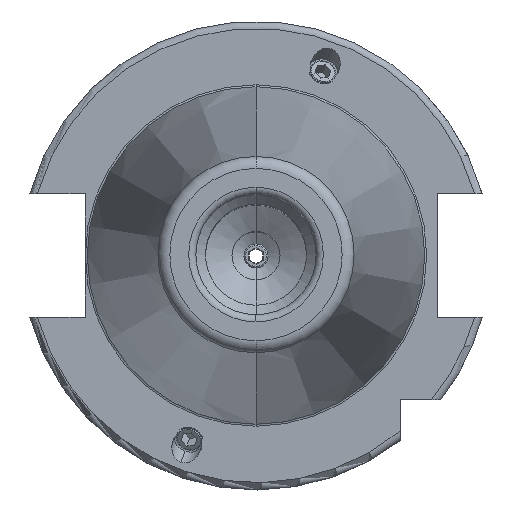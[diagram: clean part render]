
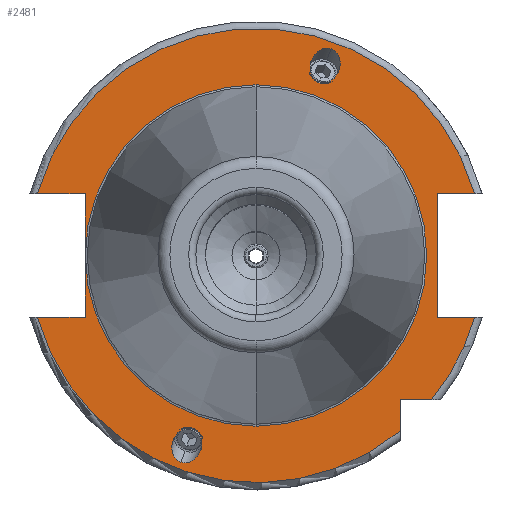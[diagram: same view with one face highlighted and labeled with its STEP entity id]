
A CAD part, top view. The second image highlights one B-rep face of the part: STEP entity #2481.
In plain terms, the highlighted planar face has unit normal (0, 0, 1).
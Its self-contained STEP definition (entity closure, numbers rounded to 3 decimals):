
#101=CARTESIAN_POINT('',(-13.091,-35.968,15.9));
#102=CARTESIAN_POINT('',(-13.429,-35.845,15.9));
#103=CARTESIAN_POINT('',(-14.213,-35.729,15.9));
#104=CARTESIAN_POINT('',(-15.525,-36.16,15.9));
#105=CARTESIAN_POINT('',(-16.448,-36.996,15.9));
#106=CARTESIAN_POINT('',(-16.971,-37.803,15.9));
#107=CARTESIAN_POINT('',(-17.246,-38.418,15.9));
#108=CARTESIAN_POINT('',(-17.431,-39.067,15.9));
#109=CARTESIAN_POINT('',(-17.549,-40.021,15.9));
#110=CARTESIAN_POINT('',(-17.379,-41.255,15.9));
#111=CARTESIAN_POINT('',(-16.651,-42.428,15.9));
#112=CARTESIAN_POINT('',(-15.976,-42.843,15.9));
#113=CARTESIAN_POINT('',(-15.638,-42.966,15.9));
#115=CARTESIAN_POINT('',(-15.638,-42.966,15.9));
#116=CARTESIAN_POINT('',(-15.301,-43.089,15.9));
#117=CARTESIAN_POINT('',(-14.517,-43.205,15.9));
#118=CARTESIAN_POINT('',(-13.205,-42.774,15.9));
#119=CARTESIAN_POINT('',(-12.281,-41.938,15.9));
#120=CARTESIAN_POINT('',(-11.759,-41.131,15.9));
#121=CARTESIAN_POINT('',(-11.484,-40.516,15.9));
#122=CARTESIAN_POINT('',(-11.299,-39.867,15.9));
#123=CARTESIAN_POINT('',(-11.18,-38.913,15.9));
#124=CARTESIAN_POINT('',(-11.35,-37.679,15.9));
#125=CARTESIAN_POINT('',(-12.078,-36.506,15.9));
#126=CARTESIAN_POINT('',(-12.754,-36.091,15.9));
#127=CARTESIAN_POINT('',(-13.091,-35.968,15.9));
#129=DIRECTION('',(1,0,0));
#130=VECTOR('',#129,9.969);
#131=CARTESIAN_POINT('',(-45.469,-12.85,15.9));
#132=LINE('',#131,#130);
#133=DIRECTION('',(0.,1,0));
#134=VECTOR('',#133,12.85);
#135=CARTESIAN_POINT('',(-35.5,-12.85,15.9));
#136=LINE('',#135,#134);
#137=DIRECTION('',(0.,1,0));
#138=VECTOR('',#137,12.85);
#139=CARTESIAN_POINT('',(-35.5,0,15.9));
#140=LINE('',#139,#138);
#141=DIRECTION('',(1,0,0));
#142=VECTOR('',#141,9.969);
#143=CARTESIAN_POINT('',(-45.469,12.85,15.9));
#144=LINE('',#143,#142);
#145=DIRECTION('',(-1,0,0));
#146=VECTOR('',#145,7.769);
#147=CARTESIAN_POINT('',(45.469,12.85,15.9));
#148=LINE('',#147,#146);
#149=DIRECTION('',(0,-1,0));
#150=VECTOR('',#149,25.7);
#151=CARTESIAN_POINT('',(37.7,12.85,15.9));
#152=LINE('',#151,#150);
#153=DIRECTION('',(-1,0,0));
#154=VECTOR('',#153,7.769);
#155=CARTESIAN_POINT('',(45.469,-12.85,15.9));
#156=LINE('',#155,#154);
#157=CARTESIAN_POINT('',(0,0,15.9));
#158=DIRECTION('',(0,0,1));
#159=DIRECTION('',(0.773,-0.635,0));
#160=AXIS2_PLACEMENT_3D('',#157,#158,#159);
#162=DIRECTION('',(-1,0,0));
#163=VECTOR('',#162,6.504);
#164=CARTESIAN_POINT('',(36.504,-30,15.9));
#165=LINE('',#164,#163);
#166=DIRECTION('',(0,1,0));
#167=VECTOR('',#166,6.504);
#168=CARTESIAN_POINT('',(30,-36.504,15.9));
#169=LINE('',#168,#167);
#170=CARTESIAN_POINT('',(13.091,35.968,15.9));
#171=CARTESIAN_POINT('',(13.429,35.845,15.9));
#172=CARTESIAN_POINT('',(14.213,35.729,15.9));
#173=CARTESIAN_POINT('',(15.525,36.16,15.9));
#174=CARTESIAN_POINT('',(16.448,36.996,15.9));
#175=CARTESIAN_POINT('',(16.971,37.803,15.9));
#176=CARTESIAN_POINT('',(17.246,38.418,15.9));
#177=CARTESIAN_POINT('',(17.431,39.067,15.9));
#178=CARTESIAN_POINT('',(17.549,40.021,15.9));
#179=CARTESIAN_POINT('',(17.379,41.255,15.9));
#180=CARTESIAN_POINT('',(16.651,42.428,15.9));
#181=CARTESIAN_POINT('',(15.976,42.843,15.9));
#182=CARTESIAN_POINT('',(15.638,42.966,15.9));
#184=CARTESIAN_POINT('',(15.638,42.966,15.9));
#185=CARTESIAN_POINT('',(15.301,43.089,15.9));
#186=CARTESIAN_POINT('',(14.517,43.205,15.9));
#187=CARTESIAN_POINT('',(13.205,42.774,15.9));
#188=CARTESIAN_POINT('',(12.281,41.938,15.9));
#189=CARTESIAN_POINT('',(11.759,41.131,15.9));
#190=CARTESIAN_POINT('',(11.484,40.516,15.9));
#191=CARTESIAN_POINT('',(11.299,39.867,15.9));
#192=CARTESIAN_POINT('',(11.18,38.913,15.9));
#193=CARTESIAN_POINT('',(11.35,37.679,15.9));
#194=CARTESIAN_POINT('',(12.078,36.506,15.9));
#195=CARTESIAN_POINT('',(12.754,36.091,15.9));
#196=CARTESIAN_POINT('',(13.091,35.968,15.9));
#855=CARTESIAN_POINT('',(0,0,15.9));
#856=DIRECTION('',(0,0,1));
#857=DIRECTION('',(0.962,0.272,0));
#858=AXIS2_PLACEMENT_3D('',#855,#856,#857);
#906=CARTESIAN_POINT('',(0,0,15.9));
#907=DIRECTION('',(0,0,1));
#908=DIRECTION('',(-0.962,-0.272,0));
#909=AXIS2_PLACEMENT_3D('',#906,#907,#908);
#1658=CARTESIAN_POINT('',(0,0,15.9));
#1659=DIRECTION('',(0,0,-1));
#1660=DIRECTION('',(0,1,0));
#1661=AXIS2_PLACEMENT_3D('',#1658,#1659,#1660);
#1663=CARTESIAN_POINT('',(0,0,15.9));
#1664=DIRECTION('',(0,0,1));
#1665=DIRECTION('',(0,1,0));
#1666=AXIS2_PLACEMENT_3D('',#1663,#1664,#1665);
#1678=CARTESIAN_POINT('',(0,0,15.9));
#1679=DIRECTION('',(0,0,1));
#1680=DIRECTION('',(-1,0,0));
#1681=AXIS2_PLACEMENT_3D('',#1678,#1679,#1680);
#1838=CARTESIAN_POINT('',(0,35.5,15.9));
#1840=VERTEX_POINT('',#1838);
#1860=CARTESIAN_POINT('',(0,-35.5,15.9));
#1862=VERTEX_POINT('',#1860);
#2008=CARTESIAN_POINT('',(-45.469,-12.85,15.9));
#2009=CARTESIAN_POINT('',(-35.5,-12.85,15.9));
#2010=VERTEX_POINT('',#2008);
#2011=VERTEX_POINT('',#2009);
#2012=CARTESIAN_POINT('',(-35.5,0,15.9));
#2013=VERTEX_POINT('',#2012);
#2014=CARTESIAN_POINT('',(-35.5,12.85,15.9));
#2015=VERTEX_POINT('',#2014);
#2016=CARTESIAN_POINT('',(-45.469,12.85,15.9));
#2017=VERTEX_POINT('',#2016);
#2018=CARTESIAN_POINT('',(37.7,12.85,15.9));
#2019=CARTESIAN_POINT('',(37.7,-12.85,15.9));
#2020=VERTEX_POINT('',#2018);
#2021=VERTEX_POINT('',#2019);
#2022=CARTESIAN_POINT('',(45.469,-12.85,15.9));
#2023=VERTEX_POINT('',#2022);
#2024=CARTESIAN_POINT('',(45.469,12.85,15.9));
#2025=VERTEX_POINT('',#2024);
#2026=CARTESIAN_POINT('',(30,-36.504,15.9));
#2027=CARTESIAN_POINT('',(30,-30,15.9));
#2028=VERTEX_POINT('',#2026);
#2029=VERTEX_POINT('',#2027);
#2030=CARTESIAN_POINT('',(36.504,-30,15.9));
#2031=VERTEX_POINT('',#2030);
#2076=VERTEX_POINT('',#170);
#2077=VERTEX_POINT('',#182);
#2120=CARTESIAN_POINT('',(-13.091,-35.968,15.9));
#2121=VERTEX_POINT('',#2120);
#2148=CARTESIAN_POINT('',(-15.638,-42.966,15.9));
#2149=VERTEX_POINT('',#2148);
#2433=CARTESIAN_POINT('',(0,0,15.9));
#2434=DIRECTION('',(0,0,-1));
#2435=DIRECTION('',(0,-1,0));
#2436=AXIS2_PLACEMENT_3D('',#2433,#2434,#2435);
#2437=PLANE('',#2436);
#2439=ORIENTED_EDGE('',*,*,#2438,.T.);
#2441=ORIENTED_EDGE('',*,*,#2440,.T.);
#2443=ORIENTED_EDGE('',*,*,#2442,.T.);
#2445=ORIENTED_EDGE('',*,*,#2444,.F.);
#2447=ORIENTED_EDGE('',*,*,#2446,.T.);
#2449=ORIENTED_EDGE('',*,*,#2448,.T.);
#2451=ORIENTED_EDGE('',*,*,#2450,.F.);
#2453=ORIENTED_EDGE('',*,*,#2452,.F.);
#2455=ORIENTED_EDGE('',*,*,#2454,.T.);
#2457=ORIENTED_EDGE('',*,*,#2456,.T.);
#2459=ORIENTED_EDGE('',*,*,#2458,.F.);
#2461=ORIENTED_EDGE('',*,*,#2460,.F.);
#2463=ORIENTED_EDGE('',*,*,#2462,.T.);
#2465=ORIENTED_EDGE('',*,*,#2464,.F.);
#2467=ORIENTED_EDGE('',*,*,#2466,.F.);
#2468=EDGE_LOOP('',(#2439,#2441,#2443,#2445,#2447,#2449,#2451,#2453,#2455,#2457,
#2459,#2461,#2463,#2465,#2467));
#2469=FACE_OUTER_BOUND('',#2468,.F.);
#2470=ORIENTED_EDGE('',*,*,#2425,.T.);
#2472=ORIENTED_EDGE('',*,*,#2471,.T.);
#2473=EDGE_LOOP('',(#2470,#2472));
#2474=FACE_BOUND('',#2473,.F.);
#2476=ORIENTED_EDGE('',*,*,#2475,.T.);
#2478=ORIENTED_EDGE('',*,*,#2477,.T.);
#2479=EDGE_LOOP('',(#2476,#2478));
#2480=FACE_BOUND('',#2479,.F.);
#2481=ADVANCED_FACE('',(#2469,#2474,#2480),#2437,.F.);
#114=B_SPLINE_CURVE_WITH_KNOTS('',3,(#101,#102,#103,#104,#105,#106,#107,#108,
#109,#110,#111,#112,#113),.UNSPECIFIED.,.F.,.F.,(4,1,1,1,1,1,1,1,1,1,4),(0,
0.125,0.25,0.375,0.438,0.5,0.563,0.625,0.75,0.875,1),
.UNSPECIFIED.);
#128=B_SPLINE_CURVE_WITH_KNOTS('',3,(#115,#116,#117,#118,#119,#120,#121,#122,
#123,#124,#125,#126,#127),.UNSPECIFIED.,.F.,.F.,(4,1,1,1,1,1,1,1,1,1,4),(0,
0.125,0.25,0.375,0.438,0.5,0.563,0.625,0.75,0.875,1),
.UNSPECIFIED.);
#161=CIRCLE('',#160,47.25);
#183=B_SPLINE_CURVE_WITH_KNOTS('',3,(#170,#171,#172,#173,#174,#175,#176,#177,
#178,#179,#180,#181,#182),.UNSPECIFIED.,.F.,.F.,(4,1,1,1,1,1,1,1,1,1,4),(0,
0.125,0.25,0.375,0.438,0.5,0.563,0.625,0.75,0.875,1),
.UNSPECIFIED.);
#197=B_SPLINE_CURVE_WITH_KNOTS('',3,(#184,#185,#186,#187,#188,#189,#190,#191,
#192,#193,#194,#195,#196),.UNSPECIFIED.,.F.,.F.,(4,1,1,1,1,1,1,1,1,1,4),(0,
0.125,0.25,0.375,0.438,0.5,0.563,0.625,0.75,0.875,1),
.UNSPECIFIED.);
#859=CIRCLE('',#858,47.25);
#910=CIRCLE('',#909,47.25);
#1662=CIRCLE('',#1661,35.5);
#1667=CIRCLE('',#1666,35.5);
#1682=CIRCLE('',#1681,35.5);
#2425=EDGE_CURVE('',#2121,#2149,#114,.T.);
#2438=EDGE_CURVE('',#2010,#2011,#132,.T.);
#2440=EDGE_CURVE('',#2011,#2013,#136,.T.);
#2442=EDGE_CURVE('',#2013,#1862,#1682,.T.);
#2444=EDGE_CURVE('',#1840,#1862,#1662,.T.);
#2446=EDGE_CURVE('',#1840,#2013,#1667,.T.);
#2448=EDGE_CURVE('',#2013,#2015,#140,.T.);
#2450=EDGE_CURVE('',#2017,#2015,#144,.T.);
#2452=EDGE_CURVE('',#2025,#2017,#859,.T.);
#2454=EDGE_CURVE('',#2025,#2020,#148,.T.);
#2456=EDGE_CURVE('',#2020,#2021,#152,.T.);
#2458=EDGE_CURVE('',#2023,#2021,#156,.T.);
#2460=EDGE_CURVE('',#2031,#2023,#161,.T.);
#2462=EDGE_CURVE('',#2031,#2029,#165,.T.);
#2464=EDGE_CURVE('',#2028,#2029,#169,.T.);
#2466=EDGE_CURVE('',#2010,#2028,#910,.T.);
#2471=EDGE_CURVE('',#2149,#2121,#128,.T.);
#2475=EDGE_CURVE('',#2076,#2077,#183,.T.);
#2477=EDGE_CURVE('',#2077,#2076,#197,.T.);
